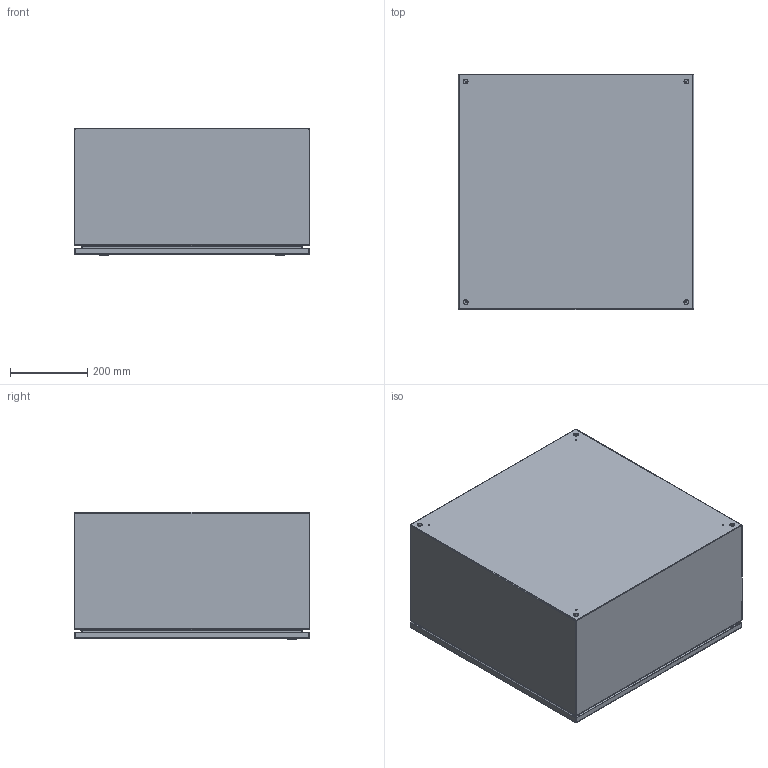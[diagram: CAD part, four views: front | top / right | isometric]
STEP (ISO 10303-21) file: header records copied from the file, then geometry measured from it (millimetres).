
FILE_DESCRIPTION (( 'STEP AP214' ), '1' );
FILE_NAME ('EN4SD242412SS.STEP', '2019-11-13T13:52:26', ( '' ), ( '' ), 'SwSTEP 2.0', 'SolidWorks 2019', '' );
FILE_SCHEMA (( 'AUTOMOTIVE_DESIGN' ));
Length unit declared in the file: inch
Products named in the file (1): EN4SD242412SS
Bounding box: 609.6 x 609.6 x 330.25 mm (x, y, z)
Volume: 3135396.2 mm3; surface area: 3462469.8 mm2
Topology: 31 solids, 32 shells, 774 faces, 1831 edges, 1146 vertices
Faces by surface type: plane 383, cylinder 259, bspline 80, cone 24, torus 24, sphere 4
Entity records: 34502 total; most frequent: CARTESIAN_POINT 6826, DIRECTION 3711, ORIENTED_EDGE 3630, EDGE_CURVE 1815, AXIS2_PLACEMENT_3D 1325, VERTEX_POINT 1146, LINE 1061, VECTOR 1061
